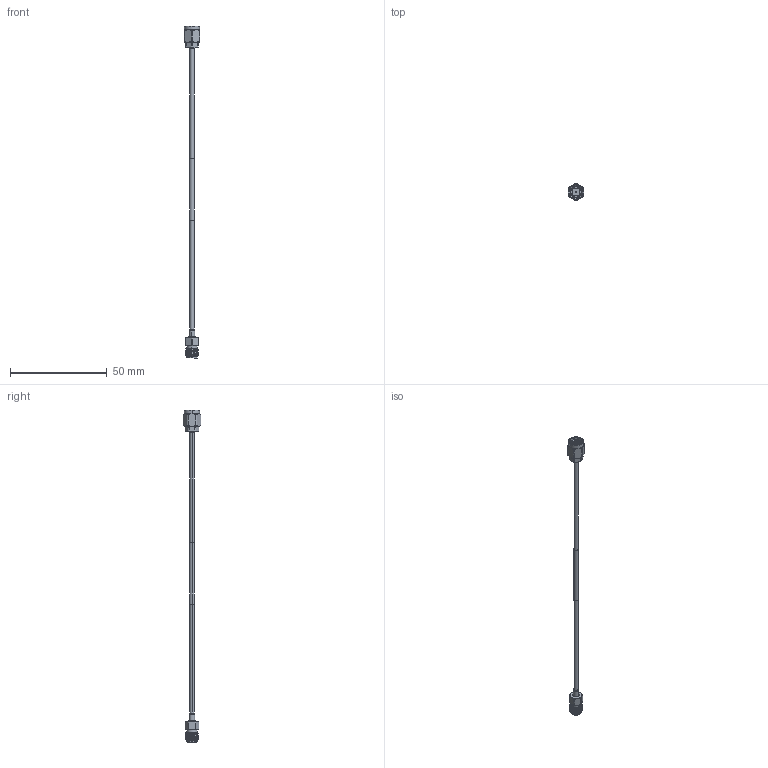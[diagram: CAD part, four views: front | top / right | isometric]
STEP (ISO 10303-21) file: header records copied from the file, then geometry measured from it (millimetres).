
FILE_DESCRIPTION (( 'STEP AP214' ), '1' );
FILE_NAME ('FMCA2404_3D.step', '2023-02-06T15:55:18', ( '' ), ( '' ), 'SwSTEP 2.0', 'SolidWorks 2022', '' );
FILE_SCHEMA (( 'AUTOMOTIVE_DESIGN' ));
Length unit declared in the file: inch
Products named in the file (5): Part3^FMCA2404; Copy of FM-SR086CU-COIL^FMCA2404; Copy of PE4116 ¦ FMCN1423^FMCA2404; FMCA2404_3D; FMCN1413
Assembly tree (4 placements, depth 2):
  FMCA2404_3D
    FMCN1413
    Copy of PE4116 ¦ FMCN1423^FMCA2404
    Copy of FM-SR086CU-COIL^FMCA2404
    Part3^FMCA2404
Bounding box: 7.94 x 8.89 x 171.22 mm (x, y, z)
Volume: 1336.9 mm3; surface area: 2085.2 mm2
Topology: 5 solids, 5 shells, 191 faces, 456 edges, 291 vertices
Faces by surface type: cylinder 72, cone 59, plane 44, torus 10, bspline 6
Entity records: 7730 total; most frequent: CARTESIAN_POINT 3126, ORIENTED_EDGE 912, DIRECTION 891, EDGE_CURVE 456, AXIS2_PLACEMENT_3D 378, VERTEX_POINT 291, EDGE_LOOP 207, FACE_OUTER_BOUND 191
